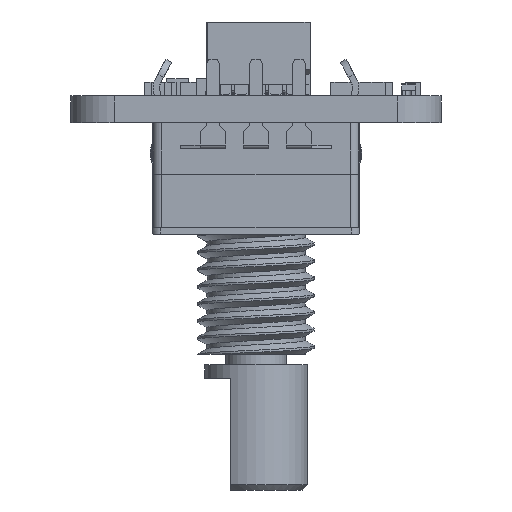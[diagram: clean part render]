
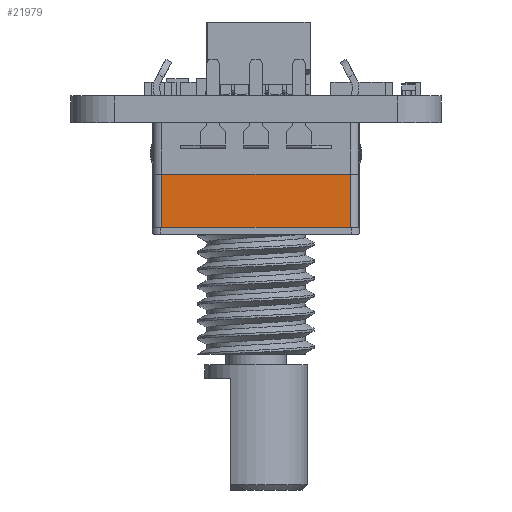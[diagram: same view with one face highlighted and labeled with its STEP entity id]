
A CAD part, left-side view. The second image highlights one B-rep face of the part: STEP entity #21979.
In plain terms, the highlighted face is planar.
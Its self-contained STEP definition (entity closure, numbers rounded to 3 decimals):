
#1805=FACE_OUTER_BOUND('',#3088,.T.);
#3088=EDGE_LOOP('',(#17418,#17419,#17420,#17421));
#5172=LINE('',#35039,#7698);
#5173=LINE('',#35041,#7699);
#5174=LINE('',#35043,#7700);
#5175=LINE('',#35044,#7701);
#7698=VECTOR('',#27851,1000.);
#7699=VECTOR('',#27852,1000.);
#7700=VECTOR('',#27853,1000.);
#7701=VECTOR('',#27854,1000.);
#9978=VERTEX_POINT('',#35037);
#9979=VERTEX_POINT('',#35038);
#9980=VERTEX_POINT('',#35040);
#9981=VERTEX_POINT('',#35042);
#12603=EDGE_CURVE('',#9978,#9979,#5172,.T.);
#12604=EDGE_CURVE('',#9978,#9980,#5173,.T.);
#12605=EDGE_CURVE('',#9981,#9980,#5174,.T.);
#12606=EDGE_CURVE('',#9981,#9979,#5175,.T.);
#17418=ORIENTED_EDGE('',*,*,#12603,.F.);
#17419=ORIENTED_EDGE('',*,*,#12604,.T.);
#17420=ORIENTED_EDGE('',*,*,#12605,.F.);
#17421=ORIENTED_EDGE('',*,*,#12606,.T.);
#20126=PLANE('',#23569);
#21979=ADVANCED_FACE('',(#1805),#20126,.F.);
#23569=AXIS2_PLACEMENT_3D('',#35036,#27849,#27850);
#27849=DIRECTION('center_axis',(0.,1.,0.));
#27850=DIRECTION('ref_axis',(-1.,0.,0.));
#27851=DIRECTION('',(1.,0.,0.));
#27852=DIRECTION('',(0.,0.,-1.));
#27853=DIRECTION('',(-1.,0.,0.));
#27854=DIRECTION('',(0.,0.,1.));
#35036=CARTESIAN_POINT('Origin',(6.,-6.,2.8));
#35037=CARTESIAN_POINT('',(-5.5,-6.,6.1));
#35038=CARTESIAN_POINT('',(5.5,-6.,6.1));
#35039=CARTESIAN_POINT('',(0.,-6.,6.1));
#35040=CARTESIAN_POINT('',(-5.5,-6.,3.01));
#35041=CARTESIAN_POINT('',(-5.5,-6.,2.8));
#35042=CARTESIAN_POINT('',(5.5,-6.,3.01));
#35043=CARTESIAN_POINT('',(-6.,-6.,3.01));
#35044=CARTESIAN_POINT('',(5.5,-6.,2.8));
